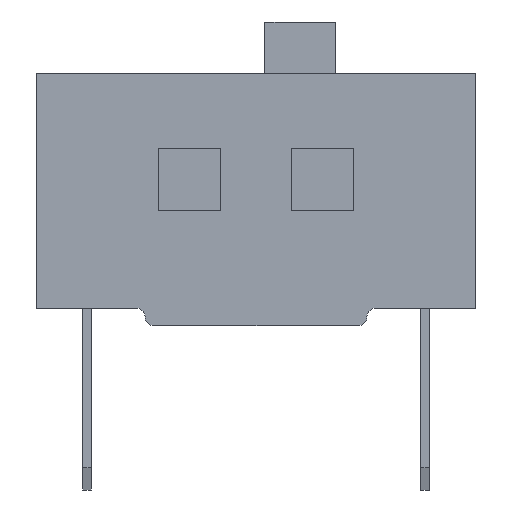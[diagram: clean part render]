
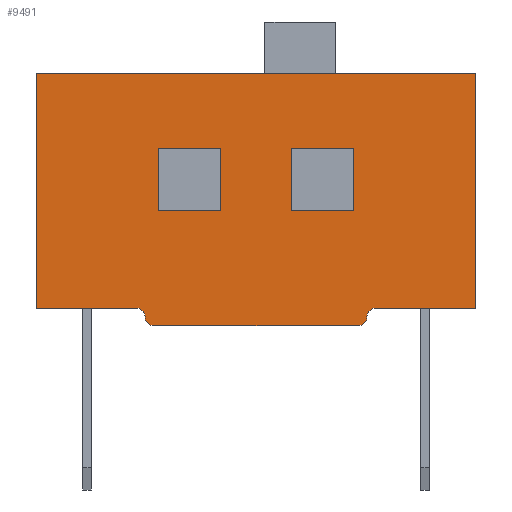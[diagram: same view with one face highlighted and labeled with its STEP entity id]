
A CAD part, left-side view. The second image highlights one B-rep face of the part: STEP entity #9491.
In plain terms, the highlighted planar face has unit normal (-1, 0, 0).
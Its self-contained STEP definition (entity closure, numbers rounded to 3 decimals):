
#300=CIRCLE('',#9896,0.2);
#301=CIRCLE('',#9897,0.2);
#302=CIRCLE('',#9898,0.2);
#303=CIRCLE('',#9899,0.2);
#318=ORIENTED_EDGE('',*,*,#2328,.T.);
#319=ORIENTED_EDGE('',*,*,#2329,.T.);
#320=ORIENTED_EDGE('',*,*,#2330,.T.);
#321=ORIENTED_EDGE('',*,*,#2331,.T.);
#322=ORIENTED_EDGE('',*,*,#2332,.T.);
#323=ORIENTED_EDGE('',*,*,#2333,.T.);
#324=ORIENTED_EDGE('',*,*,#2334,.T.);
#325=ORIENTED_EDGE('',*,*,#2335,.T.);
#326=ORIENTED_EDGE('',*,*,#2336,.F.);
#327=ORIENTED_EDGE('',*,*,#2337,.F.);
#328=ORIENTED_EDGE('',*,*,#2338,.T.);
#329=ORIENTED_EDGE('',*,*,#2339,.T.);
#330=ORIENTED_EDGE('',*,*,#2340,.T.);
#331=ORIENTED_EDGE('',*,*,#2341,.T.);
#332=ORIENTED_EDGE('',*,*,#2342,.T.);
#333=ORIENTED_EDGE('',*,*,#2343,.T.);
#334=ORIENTED_EDGE('',*,*,#2344,.T.);
#335=ORIENTED_EDGE('',*,*,#2345,.T.);
#2328=EDGE_CURVE('',#3333,#3334,#4007,.T.);
#2329=EDGE_CURVE('',#3334,#3335,#4008,.T.);
#2330=EDGE_CURVE('',#3335,#3336,#4009,.T.);
#2331=EDGE_CURVE('',#3336,#3333,#4010,.T.);
#2332=EDGE_CURVE('',#3337,#3338,#4011,.T.);
#2333=EDGE_CURVE('',#3338,#3339,#300,.F.);
#2334=EDGE_CURVE('',#3339,#3340,#301,.T.);
#2335=EDGE_CURVE('',#3340,#3341,#4012,.T.);
#2336=EDGE_CURVE('',#3342,#3341,#4013,.T.);
#2337=EDGE_CURVE('',#3343,#3342,#4014,.T.);
#2338=EDGE_CURVE('',#3343,#3344,#4015,.T.);
#2339=EDGE_CURVE('',#3344,#3345,#4016,.T.);
#2340=EDGE_CURVE('',#3345,#3346,#302,.T.);
#2341=EDGE_CURVE('',#3346,#3337,#303,.F.);
#2342=EDGE_CURVE('',#3347,#3348,#4017,.T.);
#2343=EDGE_CURVE('',#3348,#3349,#4018,.T.);
#2344=EDGE_CURVE('',#3349,#3350,#4019,.T.);
#2345=EDGE_CURVE('',#3350,#3347,#4020,.T.);
#3333=VERTEX_POINT('',#11866);
#3334=VERTEX_POINT('',#11867);
#3335=VERTEX_POINT('',#11869);
#3336=VERTEX_POINT('',#11871);
#3337=VERTEX_POINT('',#11874);
#3338=VERTEX_POINT('',#11875);
#3339=VERTEX_POINT('',#11877);
#3340=VERTEX_POINT('',#11879);
#3341=VERTEX_POINT('',#11881);
#3342=VERTEX_POINT('',#11883);
#3343=VERTEX_POINT('',#11885);
#3344=VERTEX_POINT('',#11887);
#3345=VERTEX_POINT('',#11889);
#3346=VERTEX_POINT('',#11891);
#3347=VERTEX_POINT('',#11894);
#3348=VERTEX_POINT('',#11895);
#3349=VERTEX_POINT('',#11897);
#3350=VERTEX_POINT('',#11899);
#4007=LINE('',#11865,#4806);
#4008=LINE('',#11868,#4807);
#4009=LINE('',#11870,#4808);
#4010=LINE('',#11872,#4809);
#4011=LINE('',#11873,#4810);
#4012=LINE('',#11880,#4811);
#4013=LINE('',#11882,#4812);
#4014=LINE('',#11884,#4813);
#4015=LINE('',#11886,#4814);
#4016=LINE('',#11888,#4815);
#4017=LINE('',#11893,#4816);
#4018=LINE('',#11896,#4817);
#4019=LINE('',#11898,#4818);
#4020=LINE('',#11900,#4819);
#4806=VECTOR('',#10288,1000.);
#4807=VECTOR('',#10289,1000.);
#4808=VECTOR('',#10290,1000.);
#4809=VECTOR('',#10291,1000.);
#4810=VECTOR('',#10292,1000.);
#4811=VECTOR('',#10297,1000.);
#4812=VECTOR('',#10298,1000.);
#4813=VECTOR('',#10299,1000.);
#4814=VECTOR('',#10300,1000.);
#4815=VECTOR('',#10301,1000.);
#4816=VECTOR('',#10306,1000.);
#4817=VECTOR('',#10307,1000.);
#4818=VECTOR('',#10308,1000.);
#4819=VECTOR('',#10309,1000.);
#5605=EDGE_LOOP('',(#318,#319,#320,#321));
#5606=EDGE_LOOP('',(#322,#323,#324,#325,#326,#327,#328,#329,#330,#331));
#5607=EDGE_LOOP('',(#332,#333,#334,#335));
#6066=FACE_BOUND('',#5605,.T.);
#6067=FACE_BOUND('',#5606,.T.);
#6068=FACE_BOUND('',#5607,.T.);
#6527=PLANE('',#9895);
#9491=ADVANCED_FACE('',(#6066,#6067,#6068),#6527,.F.);
#9895=AXIS2_PLACEMENT_3D('',#11864,#10286,#10287);
#9896=AXIS2_PLACEMENT_3D('',#11876,#10293,#10294);
#9897=AXIS2_PLACEMENT_3D('',#11878,#10295,#10296);
#9898=AXIS2_PLACEMENT_3D('',#11890,#10302,#10303);
#9899=AXIS2_PLACEMENT_3D('',#11892,#10304,#10305);
#10286=DIRECTION('',(1.,0.,0.));
#10287=DIRECTION('',(0.,0.,-1.));
#10288=DIRECTION('',(0.,1.,0.));
#10289=DIRECTION('',(0.,0.,1.));
#10290=DIRECTION('',(0.,-1.,0.));
#10291=DIRECTION('',(0.,0.,-1.));
#10292=DIRECTION('',(0.,-1.,0.));
#10293=DIRECTION('',(1.,0.,0.));
#10294=DIRECTION('',(0.,0.,-1.));
#10295=DIRECTION('',(1.,0.,0.));
#10296=DIRECTION('',(0.,0.,-1.));
#10297=DIRECTION('',(0.,-1.,0.));
#10298=DIRECTION('',(0.,0.,-1.));
#10299=DIRECTION('',(0.,-1.,0.));
#10300=DIRECTION('',(0.,0.,-1.));
#10301=DIRECTION('',(0.,-1.,0.));
#10302=DIRECTION('',(1.,0.,0.));
#10303=DIRECTION('',(0.,0.,-1.));
#10304=DIRECTION('',(1.,0.,0.));
#10305=DIRECTION('',(0.,0.,-1.));
#10306=DIRECTION('',(0.,1.,0.));
#10307=DIRECTION('',(0.,0.,1.));
#10308=DIRECTION('',(0.,-1.,0.));
#10309=DIRECTION('',(0.,0.,-1.));
#11864=CARTESIAN_POINT('',(-13.2,4.95,5.3));
#11865=CARTESIAN_POINT('',(-13.2,0.8,2.2));
#11866=CARTESIAN_POINT('',(-13.2,0.8,2.2));
#11867=CARTESIAN_POINT('',(-13.2,2.2,2.2));
#11868=CARTESIAN_POINT('',(-13.2,2.2,2.2));
#11869=CARTESIAN_POINT('',(-13.2,2.2,3.6));
#11870=CARTESIAN_POINT('',(-13.2,2.2,3.6));
#11871=CARTESIAN_POINT('',(-13.2,0.8,3.6));
#11872=CARTESIAN_POINT('',(-13.2,0.8,3.6));
#11873=CARTESIAN_POINT('',(-13.2,2.5,-0.4));
#11874=CARTESIAN_POINT('',(-13.2,2.3,-0.4));
#11875=CARTESIAN_POINT('',(-13.2,-2.3,-0.4));
#11876=CARTESIAN_POINT('',(-13.2,-2.3,-0.2));
#11877=CARTESIAN_POINT('',(-13.2,-2.5,-0.2));
#11878=CARTESIAN_POINT('',(-13.2,-2.7,-0.2));
#11879=CARTESIAN_POINT('',(-13.2,-2.7,0.));
#11880=CARTESIAN_POINT('',(-13.2,4.95,0.));
#11881=CARTESIAN_POINT('',(-13.2,-4.95,0.));
#11882=CARTESIAN_POINT('',(-13.2,-4.95,5.3));
#11883=CARTESIAN_POINT('',(-13.2,-4.95,5.3));
#11884=CARTESIAN_POINT('',(-13.2,4.95,5.3));
#11885=CARTESIAN_POINT('',(-13.2,4.95,5.3));
#11886=CARTESIAN_POINT('',(-13.2,4.95,5.3));
#11887=CARTESIAN_POINT('',(-13.2,4.95,0.));
#11888=CARTESIAN_POINT('',(-13.2,4.95,0.));
#11889=CARTESIAN_POINT('',(-13.2,2.7,0.));
#11890=CARTESIAN_POINT('',(-13.2,2.7,-0.2));
#11891=CARTESIAN_POINT('',(-13.2,2.5,-0.2));
#11892=CARTESIAN_POINT('',(-13.2,2.3,-0.2));
#11893=CARTESIAN_POINT('',(-13.2,-2.2,2.2));
#11894=CARTESIAN_POINT('',(-13.2,-2.2,2.2));
#11895=CARTESIAN_POINT('',(-13.2,-0.8,2.2));
#11896=CARTESIAN_POINT('',(-13.2,-0.8,2.2));
#11897=CARTESIAN_POINT('',(-13.2,-0.8,3.6));
#11898=CARTESIAN_POINT('',(-13.2,-0.8,3.6));
#11899=CARTESIAN_POINT('',(-13.2,-2.2,3.6));
#11900=CARTESIAN_POINT('',(-13.2,-2.2,3.6));
